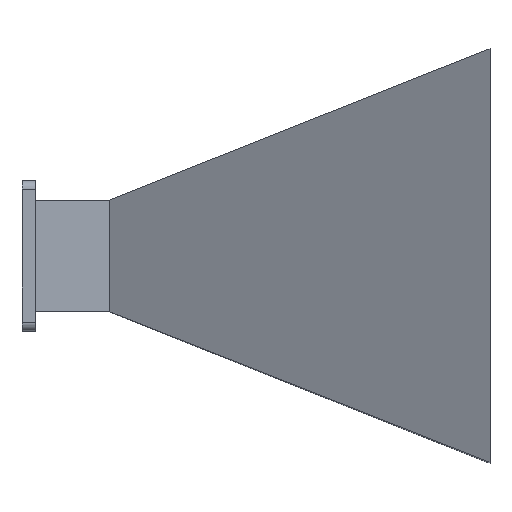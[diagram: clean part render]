
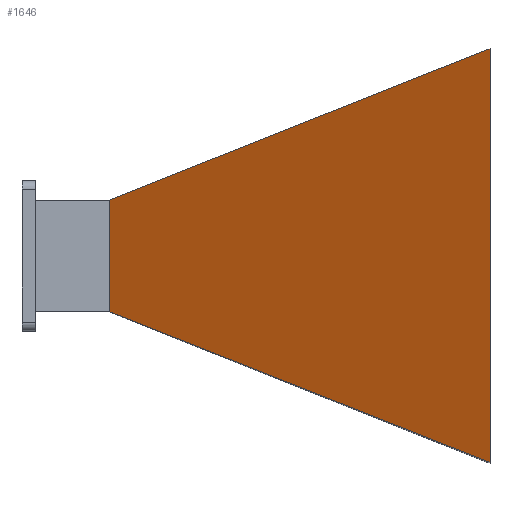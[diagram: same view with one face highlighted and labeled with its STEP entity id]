
A CAD part, top view. The second image highlights one B-rep face of the part: STEP entity #1646.
In plain terms, the highlighted planar face has unit normal (-0.462, 0, 0.887).
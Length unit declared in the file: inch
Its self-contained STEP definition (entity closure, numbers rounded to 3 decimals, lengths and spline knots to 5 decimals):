
#17 = DIRECTION ( 'NONE',  ( 0.837, -0.332, 0.436 ) ) ;
#18 = CARTESIAN_POINT ( 'NONE',  ( 3.14961, 0., 3.6437 ) ) ;
#28 = VECTOR ( 'NONE', #1703, 39.37008 ) ;
#57 = DIRECTION ( 'NONE',  ( 0., -1., 0. ) ) ;
#168 = LINE ( 'NONE', #18, #706 ) ;
#216 = ORIENTED_EDGE ( 'NONE', *, *, #1095, .T. ) ;
#220 = LINE ( 'NONE', #1169, #734 ) ;
#260 = ORIENTED_EDGE ( 'NONE', *, *, #1223, .F. ) ;
#435 = FACE_OUTER_BOUND ( 'NONE', #678, .T. ) ;
#444 = CARTESIAN_POINT ( 'NONE',  ( 3.14961, -2.0187, 3.6437 ) ) ;
#602 = PLANE ( 'NONE',  #985 ) ;
#616 = EDGE_CURVE ( 'NONE', #1518, #1017, #1721, .T. ) ;
#639 = CARTESIAN_POINT ( 'NONE',  ( 3.14961, 2.0187, 3.6437 ) ) ;
#657 = CARTESIAN_POINT ( 'NONE',  ( 3.14961, 2.0187, 3.6437 ) ) ;
#678 = EDGE_LOOP ( 'NONE', ( #1108, #260, #1710, #216 ) ) ;
#706 = VECTOR ( 'NONE', #57, 39.37008 ) ;
#715 = CARTESIAN_POINT ( 'NONE',  ( -0.82056, 0., 1.57411 ) ) ;
#734 = VECTOR ( 'NONE', #1428, 39.37008 ) ;
#789 = VECTOR ( 'NONE', #17, 39.37008 ) ;
#831 = LINE ( 'NONE', #444, #789 ) ;
#847 = CARTESIAN_POINT ( 'NONE',  ( 3.14961, -2.0187, 3.6437 ) ) ;
#971 = DIRECTION ( 'NONE',  ( -0.887, 0., -0.462 ) ) ;
#985 = AXIS2_PLACEMENT_3D ( 'NONE', #715, #1233, #971 ) ;
#991 = VERTEX_POINT ( 'NONE', #1179 ) ;
#1017 = VERTEX_POINT ( 'NONE', #1448 ) ;
#1095 = EDGE_CURVE ( 'NONE', #1518, #1705, #168, .T. ) ;
#1108 = ORIENTED_EDGE ( 'NONE', *, *, #1666, .T. ) ;
#1169 = CARTESIAN_POINT ( 'NONE',  ( 16.92913, 7.48031, 10.82677 ) ) ;
#1179 = CARTESIAN_POINT ( 'NONE',  ( 16.92913, -7.48031, 10.82677 ) ) ;
#1223 = EDGE_CURVE ( 'NONE', #1017, #991, #220, .T. ) ;
#1233 = DIRECTION ( 'NONE',  ( 0.462, 0., -0.887 ) ) ;
#1428 = DIRECTION ( 'NONE',  ( 0., -1., 0. ) ) ;
#1448 = CARTESIAN_POINT ( 'NONE',  ( 16.92913, 7.48031, 10.82677 ) ) ;
#1518 = VERTEX_POINT ( 'NONE', #657 ) ;
#1646 = ADVANCED_FACE ( 'NONE', ( #435 ), #602, .F. ) ;
#1666 = EDGE_CURVE ( 'NONE', #1705, #991, #831, .T. ) ;
#1703 = DIRECTION ( 'NONE',  ( 0.837, 0.332, 0.436 ) ) ;
#1705 = VERTEX_POINT ( 'NONE', #847 ) ;
#1710 = ORIENTED_EDGE ( 'NONE', *, *, #616, .F. ) ;
#1721 = LINE ( 'NONE', #639, #28 ) ;
